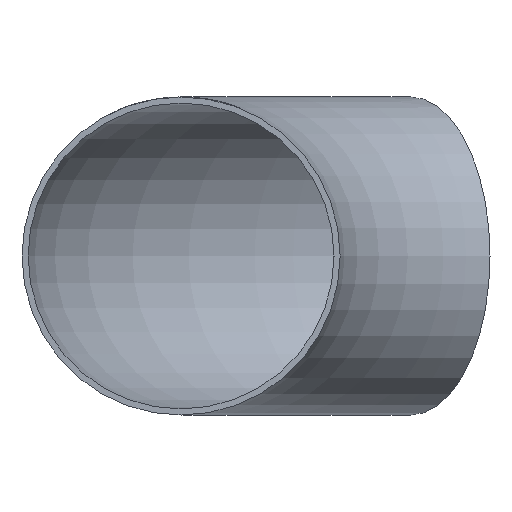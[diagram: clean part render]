
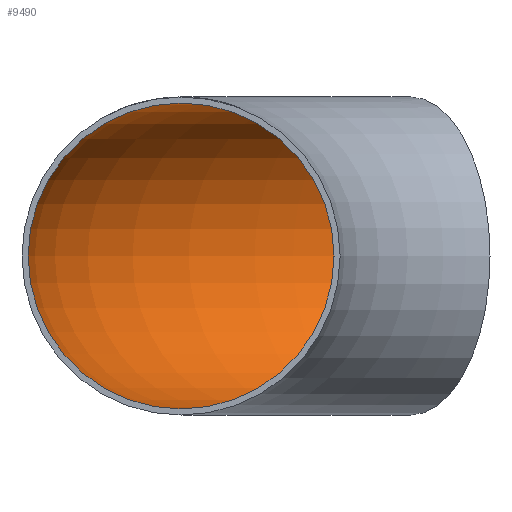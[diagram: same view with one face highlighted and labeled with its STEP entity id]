
A CAD part, front view. The second image highlights one B-rep face of the part: STEP entity #9490.
In plain terms, the highlighted toroidal (fillet/blend) face has major radius 150 mm and minor radius 50 mm.
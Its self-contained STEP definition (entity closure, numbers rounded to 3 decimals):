
#266 = EDGE_CURVE ( 'NONE', #5183, #5183, #18772, .T. ) ;
#307 = DIRECTION ( 'NONE',  ( 0., 1., 0. ) ) ;
#1954 = CARTESIAN_POINT ( 'NONE',  ( -150., 0., 50. ) ) ;
#2254 = FACE_OUTER_BOUND ( 'NONE', #15575, .T. ) ;
#3526 = CARTESIAN_POINT ( 'NONE',  ( -150., 0., 0. ) ) ;
#4181 = FACE_OUTER_BOUND ( 'NONE', #14148, .T. ) ;
#5183 = VERTEX_POINT ( 'NONE', #1954 ) ;
#6166 = TOROIDAL_SURFACE ( 'NONE', #21382, 150., 50. ) ;
#7219 = ORIENTED_EDGE ( 'NONE', *, *, #17813, .T. ) ;
#7553 = DIRECTION ( 'NONE',  ( -1., 0., 0. ) ) ;
#7807 = ORIENTED_EDGE ( 'NONE', *, *, #266, .F. ) ;
#8545 = VERTEX_POINT ( 'NONE', #11555 ) ;
#9490 = ADVANCED_FACE ( 'NONE', ( #2254, #4181 ), #6166, .F. ) ;
#10105 = AXIS2_PLACEMENT_3D ( 'NONE', #3526, #307, #13913 ) ;
#11555 = CARTESIAN_POINT ( 'NONE',  ( -100., 173.205, 0. ) ) ;
#12244 = DIRECTION ( 'NONE',  ( 0.866, 0.5, 0. ) ) ;
#13913 = DIRECTION ( 'NONE',  ( 0., 0., 1. ) ) ;
#13927 = CARTESIAN_POINT ( 'NONE',  ( 0., 0., 0. ) ) ;
#14033 = DIRECTION ( 'NONE',  ( 0., 0., -1. ) ) ;
#14148 = EDGE_LOOP ( 'NONE', ( #7807 ) ) ;
#15575 = EDGE_LOOP ( 'NONE', ( #7219 ) ) ;
#16830 = DIRECTION ( 'NONE',  ( -0.5, 0.866, 0. ) ) ;
#17813 = EDGE_CURVE ( 'NONE', #8545, #8545, #19100, .T. ) ;
#18434 = CARTESIAN_POINT ( 'NONE',  ( -75., 129.904, 0. ) ) ;
#18772 = CIRCLE ( 'NONE', #10105, 50. ) ;
#19100 = CIRCLE ( 'NONE', #19810, 50. ) ;
#19810 = AXIS2_PLACEMENT_3D ( 'NONE', #18434, #12244, #16830 ) ;
#21382 = AXIS2_PLACEMENT_3D ( 'NONE', #13927, #14033, #7553 ) ;
